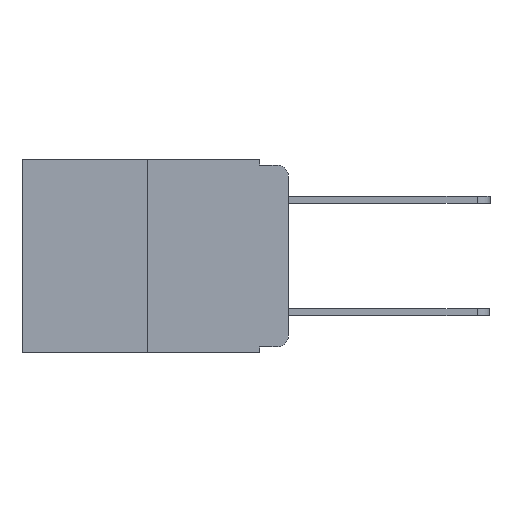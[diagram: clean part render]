
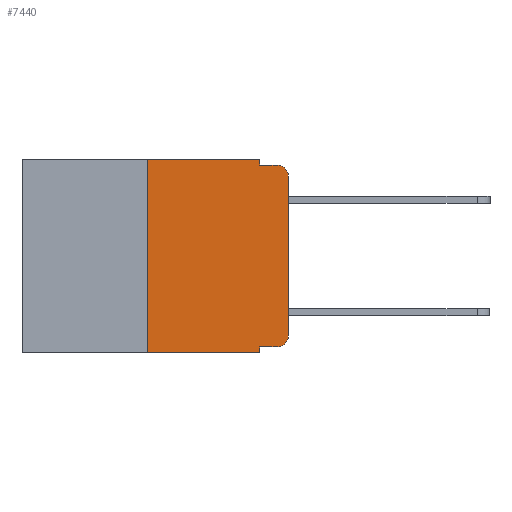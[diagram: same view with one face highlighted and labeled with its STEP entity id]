
A CAD part, left-side view. The second image highlights one B-rep face of the part: STEP entity #7440.
In plain terms, the highlighted planar face has unit normal (-1, 0, 0).
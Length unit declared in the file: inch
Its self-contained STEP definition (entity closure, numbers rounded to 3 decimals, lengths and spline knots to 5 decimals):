
#156 = VERTEX_POINT ( 'NONE', #7565 ) ;
#566 = PLANE ( 'NONE',  #5663 ) ;
#629 = DIRECTION ( 'NONE',  ( 1., 0., 0. ) ) ;
#636 = ORIENTED_EDGE ( 'NONE', *, *, #7720, .T. ) ;
#700 = CARTESIAN_POINT ( 'NONE',  ( 0., 0.051, 0. ) ) ;
#992 = VERTEX_POINT ( 'NONE', #14502 ) ;
#1270 = AXIS2_PLACEMENT_3D ( 'NONE', #3853, #11927, #5064 ) ;
#1407 = EDGE_CURVE ( 'NONE', #2577, #12286, #9705, .T. ) ;
#2051 = LINE ( 'NONE', #2606, #11095 ) ;
#2501 = DIRECTION ( 'NONE',  ( 0., -1., 0. ) ) ;
#2577 = VERTEX_POINT ( 'NONE', #4372 ) ;
#2606 = CARTESIAN_POINT ( 'NONE',  ( 0., 0.051, -0.01 ) ) ;
#2671 = VERTEX_POINT ( 'NONE', #4982 ) ;
#2757 = EDGE_CURVE ( 'NONE', #992, #14585, #8974, .T. ) ;
#2879 = VECTOR ( 'NONE', #6503, 39.37008 ) ;
#3219 = VECTOR ( 'NONE', #4428, 39.37008 ) ;
#3267 = ORIENTED_EDGE ( 'NONE', *, *, #12199, .T. ) ;
#3416 = EDGE_CURVE ( 'NONE', #10585, #9112, #6282, .T. ) ;
#3562 = EDGE_CURVE ( 'NONE', #992, #9112, #7237, .T. ) ;
#3659 = VECTOR ( 'NONE', #4566, 39.37008 ) ;
#3671 = CARTESIAN_POINT ( 'NONE',  ( 0., 0.473, 0. ) ) ;
#3842 = CARTESIAN_POINT ( 'NONE',  ( 0., 0.051, -0.333 ) ) ;
#3853 = CARTESIAN_POINT ( 'NONE',  ( 0., 0.02, -0.03 ) ) ;
#4132 = ORIENTED_EDGE ( 'NONE', *, *, #12102, .F. ) ;
#4287 = ORIENTED_EDGE ( 'NONE', *, *, #11371, .F. ) ;
#4372 = CARTESIAN_POINT ( 'NONE',  ( 0., 0.25, 0. ) ) ;
#4428 = DIRECTION ( 'NONE',  ( 0., 0., 1. ) ) ;
#4547 = VERTEX_POINT ( 'NONE', #10312 ) ;
#4566 = DIRECTION ( 'NONE',  ( 0., 0., -1. ) ) ;
#4982 = CARTESIAN_POINT ( 'NONE',  ( 0., 0., -0.313 ) ) ;
#5064 = DIRECTION ( 'NONE',  ( 0., 0., -1. ) ) ;
#5246 = CARTESIAN_POINT ( 'NONE',  ( 0., 0.02, -0.313 ) ) ;
#5318 = CARTESIAN_POINT ( 'NONE',  ( 0., 0.25, 0. ) ) ;
#5609 = CARTESIAN_POINT ( 'NONE',  ( 0., 0.02, -0.333 ) ) ;
#5663 = AXIS2_PLACEMENT_3D ( 'NONE', #14528, #629, #9160 ) ;
#5727 = EDGE_LOOP ( 'NONE', ( #3267, #636, #15038, #4132, #7958, #4287, #6115, #14808, #11539, #7977 ) ) ;
#6115 = ORIENTED_EDGE ( 'NONE', *, *, #3416, .T. ) ;
#6282 = LINE ( 'NONE', #9989, #14463 ) ;
#6422 = LINE ( 'NONE', #11341, #3219 ) ;
#6440 = DIRECTION ( 'NONE',  ( 0., 0., -1. ) ) ;
#6503 = DIRECTION ( 'NONE',  ( 0., 0., 1. ) ) ;
#7237 = LINE ( 'NONE', #12508, #3659 ) ;
#7440 = ADVANCED_FACE ( 'NONE', ( #9140 ), #566, .F. ) ;
#7565 = CARTESIAN_POINT ( 'NONE',  ( 0., 0., -0.03 ) ) ;
#7720 = EDGE_CURVE ( 'NONE', #156, #13099, #15049, .T. ) ;
#7875 = VECTOR ( 'NONE', #2501, 39.37008 ) ;
#7881 = CARTESIAN_POINT ( 'NONE',  ( 0., 0.051, -0.343 ) ) ;
#7958 = ORIENTED_EDGE ( 'NONE', *, *, #1407, .F. ) ;
#7977 = ORIENTED_EDGE ( 'NONE', *, *, #15019, .T. ) ;
#8300 = LINE ( 'NONE', #11164, #13769 ) ;
#8974 = LINE ( 'NONE', #3842, #7875 ) ;
#9095 = DIRECTION ( 'NONE',  ( 0., -1., 0. ) ) ;
#9112 = VERTEX_POINT ( 'NONE', #7881 ) ;
#9140 = FACE_OUTER_BOUND ( 'NONE', #5727, .T. ) ;
#9160 = DIRECTION ( 'NONE',  ( 0., 0., -1. ) ) ;
#9418 = AXIS2_PLACEMENT_3D ( 'NONE', #5246, #13164, #6440 ) ;
#9509 = CARTESIAN_POINT ( 'NONE',  ( 0., 0.02, -0.01 ) ) ;
#9705 = LINE ( 'NONE', #3671, #14713 ) ;
#9989 = CARTESIAN_POINT ( 'NONE',  ( 0., 0.473, -0.343 ) ) ;
#10312 = CARTESIAN_POINT ( 'NONE',  ( 0., 0.051, -0.01 ) ) ;
#10585 = VERTEX_POINT ( 'NONE', #13845 ) ;
#11095 = VECTOR ( 'NONE', #11967, 39.37008 ) ;
#11164 = CARTESIAN_POINT ( 'NONE',  ( 0., 0.051, 0. ) ) ;
#11341 = CARTESIAN_POINT ( 'NONE',  ( 0., 0., 0. ) ) ;
#11371 = EDGE_CURVE ( 'NONE', #10585, #2577, #12144, .T. ) ;
#11539 = ORIENTED_EDGE ( 'NONE', *, *, #2757, .T. ) ;
#11901 = DIRECTION ( 'NONE',  ( 0., -1., 0. ) ) ;
#11927 = DIRECTION ( 'NONE',  ( -1., 0., 0. ) ) ;
#11967 = DIRECTION ( 'NONE',  ( 0., -1., 0. ) ) ;
#12102 = EDGE_CURVE ( 'NONE', #12286, #4547, #8300, .T. ) ;
#12144 = LINE ( 'NONE', #5318, #2879 ) ;
#12199 = EDGE_CURVE ( 'NONE', #2671, #156, #6422, .T. ) ;
#12253 = DIRECTION ( 'NONE',  ( 0., 0., -1. ) ) ;
#12286 = VERTEX_POINT ( 'NONE', #700 ) ;
#12508 = CARTESIAN_POINT ( 'NONE',  ( 0., 0.051, 0. ) ) ;
#12933 = CIRCLE ( 'NONE', #9418, 0.02 ) ;
#13099 = VERTEX_POINT ( 'NONE', #9509 ) ;
#13164 = DIRECTION ( 'NONE',  ( -1., 0., 0. ) ) ;
#13769 = VECTOR ( 'NONE', #12253, 39.37008 ) ;
#13845 = CARTESIAN_POINT ( 'NONE',  ( 0., 0.25, -0.343 ) ) ;
#14463 = VECTOR ( 'NONE', #11901, 39.37008 ) ;
#14502 = CARTESIAN_POINT ( 'NONE',  ( 0., 0.051, -0.333 ) ) ;
#14528 = CARTESIAN_POINT ( 'NONE',  ( 0., 0.473, 0. ) ) ;
#14585 = VERTEX_POINT ( 'NONE', #5609 ) ;
#14713 = VECTOR ( 'NONE', #9095, 39.37008 ) ;
#14808 = ORIENTED_EDGE ( 'NONE', *, *, #3562, .F. ) ;
#14938 = EDGE_CURVE ( 'NONE', #4547, #13099, #2051, .T. ) ;
#15019 = EDGE_CURVE ( 'NONE', #14585, #2671, #12933, .T. ) ;
#15038 = ORIENTED_EDGE ( 'NONE', *, *, #14938, .F. ) ;
#15049 = CIRCLE ( 'NONE', #1270, 0.02 ) ;
